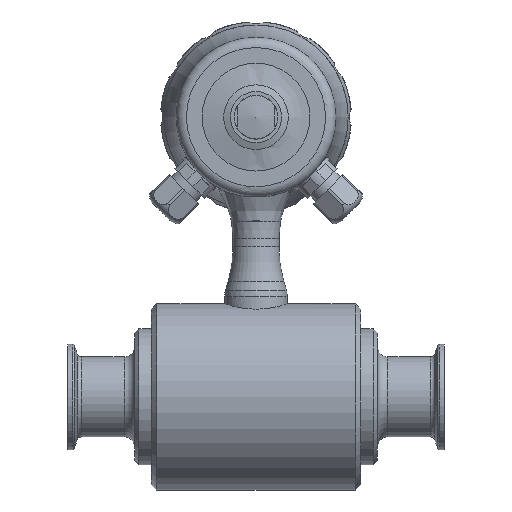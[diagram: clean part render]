
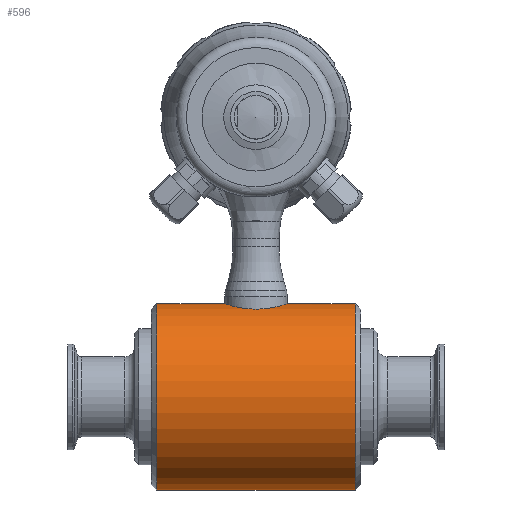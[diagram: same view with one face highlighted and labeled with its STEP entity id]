
A CAD part, left-side view. The second image highlights one B-rep face of the part: STEP entity #596.
In plain terms, the highlighted cylindrical face has radius 44.5 mm (diameter 89 mm), a full revolution.
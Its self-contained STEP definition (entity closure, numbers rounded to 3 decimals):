
#596 = ADVANCED_FACE( '', ( #1688, #1689, #1690 ), #1691, .T. );
#1688 = FACE_BOUND( '', #3419, .T. );
#1689 = FACE_OUTER_BOUND( '', #3420, .T. );
#1690 = FACE_OUTER_BOUND( '', #3421, .T. );
#1691 = CYLINDRICAL_SURFACE( '', #3422, 44.5 );
#3419 = EDGE_LOOP( '', ( #5957, #5958, #5959, #5960, #5961, #5962 ) );
#3420 = EDGE_LOOP( '', ( #5963 ) );
#3421 = EDGE_LOOP( '', ( #5964 ) );
#3422 = AXIS2_PLACEMENT_3D( '', #5965, #5966, #5967 );
#5957 = ORIENTED_EDGE( '', *, *, #10581, .F. );
#5958 = ORIENTED_EDGE( '', *, *, #10582, .F. );
#5959 = ORIENTED_EDGE( '', *, *, #10583, .F. );
#5960 = ORIENTED_EDGE( '', *, *, #10584, .F. );
#5961 = ORIENTED_EDGE( '', *, *, #10585, .F. );
#5962 = ORIENTED_EDGE( '', *, *, #10586, .F. );
#5963 = ORIENTED_EDGE( '', *, *, #10587, .T. );
#5964 = ORIENTED_EDGE( '', *, *, #10510, .T. );
#5965 = CARTESIAN_POINT( '', ( 0., 50., 0. ) );
#5966 = DIRECTION( '', ( 0., 1., 0. ) );
#5967 = DIRECTION( '', ( 0., 0., 1. ) );
#10510 = EDGE_CURVE( '', #12320, #12320, #12321, .F. );
#10581 = EDGE_CURVE( '', #12446, #12447, #12448, .F. );
#10582 = EDGE_CURVE( '', #12449, #12446, #12450, .T. );
#10583 = EDGE_CURVE( '', #12451, #12449, #12452, .T. );
#10584 = EDGE_CURVE( '', #12453, #12451, #12454, .F. );
#10585 = EDGE_CURVE( '', #12455, #12453, #12456, .T. );
#10586 = EDGE_CURVE( '', #12447, #12455, #12457, .T. );
#10587 = EDGE_CURVE( '', #12458, #12458, #12459, .F. );
#12320 = VERTEX_POINT( '', #15006 );
#12321 = CIRCLE( '', #15007, 44.5 );
#12446 = VERTEX_POINT( '', #15219 );
#12447 = VERTEX_POINT( '', #15220 );
#12448 = LINE( '', #15221, #15222 );
#12449 = VERTEX_POINT( '', #15223 );
#12450 = LINE( '', #15224, #15225 );
#12451 = VERTEX_POINT( '', #15226 );
#12452 = B_SPLINE_CURVE_WITH_KNOTS( '', 3, ( #15227, #15228, #15229, #15230, #15231, #15232, #15233, #15234, #15235, #15236, #15237, #15238, #15239, #15240, #15241 ), .UNSPECIFIED., .F., .F., ( 4, 1, 1, 1, 1, 1, 1, 1, 1, 1, 1, 1, 4 ), ( 0., 0.063, 0.126, 0.189, 0.252, 0.314, 0.376, 0.438, 0.5, 0.624, 0.748, 0.874, 1. ), .UNSPECIFIED. );
#12453 = VERTEX_POINT( '', #15242 );
#12454 = LINE( '', #15243, #15244 );
#12455 = VERTEX_POINT( '', #15245 );
#12456 = LINE( '', #15246, #15247 );
#12457 = B_SPLINE_CURVE_WITH_KNOTS( '', 3, ( #15248, #15249, #15250, #15251, #15252, #15253, #15254, #15255, #15256, #15257, #15258, #15259, #15260, #15261, #15262, #15263, #15264, #15265 ), .UNSPECIFIED., .F., .F., ( 4, 1, 1, 1, 1, 1, 1, 1, 1, 1, 1, 1, 1, 1, 1, 4 ), ( 0., 0.067, 0.133, 0.2, 0.267, 0.333, 0.4, 0.467, 0.533, 0.6, 0.667, 0.733, 0.8, 0.867, 0.933, 1. ), .UNSPECIFIED. );
#12458 = VERTEX_POINT( '', #15266 );
#12459 = CIRCLE( '', #15267, 44.5 );
#15006 = CARTESIAN_POINT( '', ( 0., 47.5, -44.5 ) );
#15007 = AXIS2_PLACEMENT_3D( '', #21795, #21796, #21797 );
#15219 = CARTESIAN_POINT( '', ( 2.87, 9.056, 44.407 ) );
#15220 = CARTESIAN_POINT( '', ( 2.869, 14.723, 44.407 ) );
#15221 = CARTESIAN_POINT( '', ( 2.869, 0.036, 44.407 ) );
#15222 = VECTOR( '', #21893, 1000. );
#15223 = CARTESIAN_POINT( '', ( 2.87, -14.723, 44.407 ) );
#15224 = CARTESIAN_POINT( '', ( 2.87, -15., 44.407 ) );
#15225 = VECTOR( '', #21894, 1000. );
#15226 = CARTESIAN_POINT( '', ( -2.869, -14.723, 44.407 ) );
#15227 = CARTESIAN_POINT( '', ( -2.869, -14.723, 44.407 ) );
#15228 = CARTESIAN_POINT( '', ( -2.75, -14.745, 44.415 ) );
#15229 = CARTESIAN_POINT( '', ( -2.512, -14.79, 44.43 ) );
#15230 = CARTESIAN_POINT( '', ( -2.152, -14.846, 44.448 ) );
#15231 = CARTESIAN_POINT( '', ( -1.793, -14.894, 44.464 ) );
#15232 = CARTESIAN_POINT( '', ( -1.434, -14.933, 44.477 ) );
#15233 = CARTESIAN_POINT( '', ( -1.074, -14.963, 44.487 ) );
#15234 = CARTESIAN_POINT( '', ( -0.716, -14.984, 44.495 ) );
#15235 = CARTESIAN_POINT( '', ( -0.358, -14.997, 44.499 ) );
#15236 = CARTESIAN_POINT( '', ( 0.119, -15.003, 44.501 ) );
#15237 = CARTESIAN_POINT( '', ( 0.717, -14.989, 44.496 ) );
#15238 = CARTESIAN_POINT( '', ( 1.435, -14.937, 44.479 ) );
#15239 = CARTESIAN_POINT( '', ( 2.155, -14.852, 44.45 ) );
#15240 = CARTESIAN_POINT( '', ( 2.631, -14.766, 44.422 ) );
#15241 = CARTESIAN_POINT( '', ( 2.87, -14.723, 44.407 ) );
#15242 = CARTESIAN_POINT( '', ( -2.869, 9.056, 44.407 ) );
#15243 = CARTESIAN_POINT( '', ( -2.869, -15., 44.407 ) );
#15244 = VECTOR( '', #21895, 1000. );
#15245 = CARTESIAN_POINT( '', ( -2.869, 14.723, 44.407 ) );
#15246 = CARTESIAN_POINT( '', ( -2.869, 0.036, 44.407 ) );
#15247 = VECTOR( '', #21896, 1000. );
#15248 = CARTESIAN_POINT( '', ( 2.869, 14.723, 44.407 ) );
#15249 = CARTESIAN_POINT( '', ( 2.743, 14.747, 44.415 ) );
#15250 = CARTESIAN_POINT( '', ( 2.491, 14.794, 44.431 ) );
#15251 = CARTESIAN_POINT( '', ( 2.111, 14.852, 44.45 ) );
#15252 = CARTESIAN_POINT( '', ( 1.729, 14.902, 44.467 ) );
#15253 = CARTESIAN_POINT( '', ( 1.346, 14.941, 44.48 ) );
#15254 = CARTESIAN_POINT( '', ( 0.962, 14.971, 44.489 ) );
#15255 = CARTESIAN_POINT( '', ( 0.577, 14.991, 44.496 ) );
#15256 = CARTESIAN_POINT( '', ( 0.193, 15., 44.499 ) );
#15257 = CARTESIAN_POINT( '', ( -0.193, 15., 44.499 ) );
#15258 = CARTESIAN_POINT( '', ( -0.577, 14.991, 44.496 ) );
#15259 = CARTESIAN_POINT( '', ( -0.962, 14.971, 44.489 ) );
#15260 = CARTESIAN_POINT( '', ( -1.346, 14.941, 44.48 ) );
#15261 = CARTESIAN_POINT( '', ( -1.729, 14.902, 44.467 ) );
#15262 = CARTESIAN_POINT( '', ( -2.111, 14.852, 44.45 ) );
#15263 = CARTESIAN_POINT( '', ( -2.491, 14.794, 44.431 ) );
#15264 = CARTESIAN_POINT( '', ( -2.743, 14.747, 44.415 ) );
#15265 = CARTESIAN_POINT( '', ( -2.869, 14.723, 44.407 ) );
#15266 = CARTESIAN_POINT( '', ( 0., -47.5, 44.5 ) );
#15267 = AXIS2_PLACEMENT_3D( '', #21897, #21898, #21899 );
#21795 = CARTESIAN_POINT( '', ( 0., 47.5, 0. ) );
#21796 = DIRECTION( '', ( 0., 1., 0. ) );
#21797 = DIRECTION( '', ( 0., 0., -1. ) );
#21893 = DIRECTION( '', ( 0., -1., 0. ) );
#21894 = DIRECTION( '', ( 0., 1., 0. ) );
#21895 = DIRECTION( '', ( 0., 1., 0. ) );
#21896 = DIRECTION( '', ( 0., -1., 0. ) );
#21897 = CARTESIAN_POINT( '', ( 0., -47.5, 0. ) );
#21898 = DIRECTION( '', ( 0., -1., 0. ) );
#21899 = DIRECTION( '', ( 0., 0., 1. ) );
